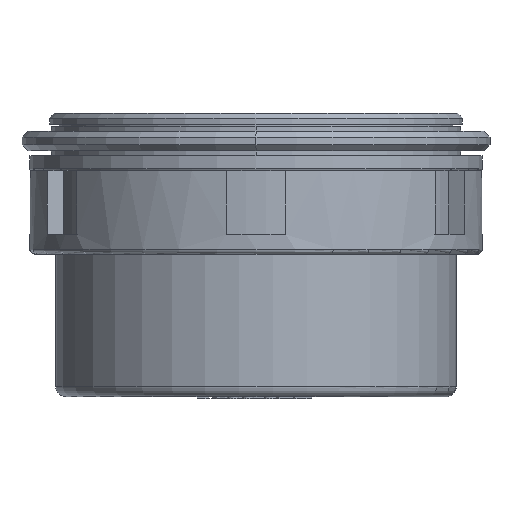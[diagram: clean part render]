
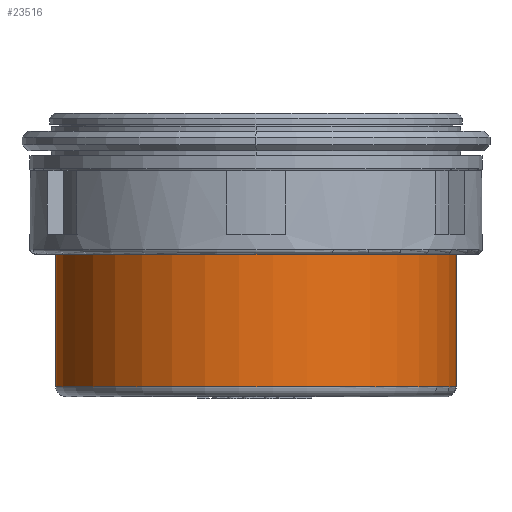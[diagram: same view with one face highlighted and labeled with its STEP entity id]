
A CAD part, left-side view. The second image highlights one B-rep face of the part: STEP entity #23516.
In plain terms, the highlighted cylindrical face has radius 20.4 mm (diameter 40.8 mm), a partial arc.
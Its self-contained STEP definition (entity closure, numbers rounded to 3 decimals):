
#2536=CARTESIAN_POINT('',(0.,0.,-22.));
#2537=DIRECTION('',(0.,0.,1.));
#2538=DIRECTION('',(0.992,0.123,0.));
#2539=AXIS2_PLACEMENT_3D('',#2536,#2537,#2538);
#2541=DIRECTION('',(0.,0.,-1.));
#2542=VECTOR('',#2541,8.5);
#2543=CARTESIAN_POINT('',(20.246,2.5,-13.5));
#2544=LINE('',#2543,#2542);
#2545=DIRECTION('',(0.,0.,1.));
#2546=VECTOR('',#2545,5.);
#2547=CARTESIAN_POINT('',(20.246,2.5,-13.5));
#2548=LINE('',#2547,#2546);
#2549=CARTESIAN_POINT('',(0.,0.,-8.5));
#2550=DIRECTION('',(0.,0.,1.));
#2551=DIRECTION('',(0.992,0.123,0.));
#2552=AXIS2_PLACEMENT_3D('',#2549,#2550,#2551);
#2554=DIRECTION('',(0.,0.,1.));
#2555=VECTOR('',#2554,5.);
#2556=CARTESIAN_POINT('',(20.246,-2.5,-13.5));
#2557=LINE('',#2556,#2555);
#2558=DIRECTION('',(0.,0.,-1.));
#2559=VECTOR('',#2558,8.5);
#2560=CARTESIAN_POINT('',(20.246,-2.5,-13.5));
#2561=LINE('',#2560,#2559);
#2562=CARTESIAN_POINT('',(20.246,-2.5,-22.));
#2598=CARTESIAN_POINT('',(20.246,2.5,-22.));
#15701=CARTESIAN_POINT('',(20.246,2.5,-8.5));
#15702=CARTESIAN_POINT('',(20.246,-2.5,-8.5));
#15703=VERTEX_POINT('',#15701);
#15704=VERTEX_POINT('',#15702);
#15709=CARTESIAN_POINT('',(20.246,-2.5,-13.5));
#15710=VERTEX_POINT('',#15709);
#15711=CARTESIAN_POINT('',(20.246,2.5,-13.5));
#15712=VERTEX_POINT('',#15711);
#15717=VERTEX_POINT('',#2562);
#15721=VERTEX_POINT('',#2598);
#23500=CARTESIAN_POINT('',(0.,0.,-24.15));
#23501=DIRECTION('',(0.,0.,1.));
#23502=DIRECTION('',(-1.,0.,0.));
#23503=AXIS2_PLACEMENT_3D('',#23500,#23501,#23502);
#23504=CYLINDRICAL_SURFACE('',#23503,20.4);
#23506=ORIENTED_EDGE('',*,*,#23505,.F.);
#23508=ORIENTED_EDGE('',*,*,#23507,.F.);
#23509=ORIENTED_EDGE('',*,*,#23491,.T.);
#23510=ORIENTED_EDGE('',*,*,#23480,.T.);
#23511=ORIENTED_EDGE('',*,*,#23495,.F.);
#23513=ORIENTED_EDGE('',*,*,#23512,.T.);
#23514=EDGE_LOOP('',(#23506,#23508,#23509,#23510,#23511,#23513));
#23515=FACE_OUTER_BOUND('',#23514,.F.);
#23516=ADVANCED_FACE('',(#23515),#23504,.T.);
#2540=CIRCLE('',#2539,20.4);
#2553=CIRCLE('',#2552,20.4);
#23480=EDGE_CURVE('',#15703,#15704,#2553,.T.);
#23491=EDGE_CURVE('',#15712,#15703,#2548,.T.);
#23495=EDGE_CURVE('',#15710,#15704,#2557,.T.);
#23505=EDGE_CURVE('',#15721,#15717,#2540,.T.);
#23507=EDGE_CURVE('',#15712,#15721,#2544,.T.);
#23512=EDGE_CURVE('',#15710,#15717,#2561,.T.);
